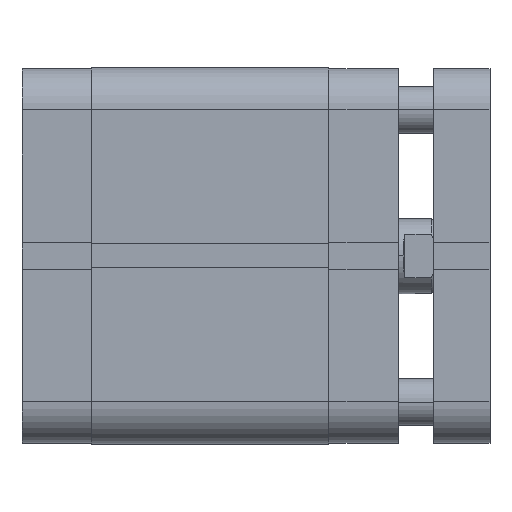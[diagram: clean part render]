
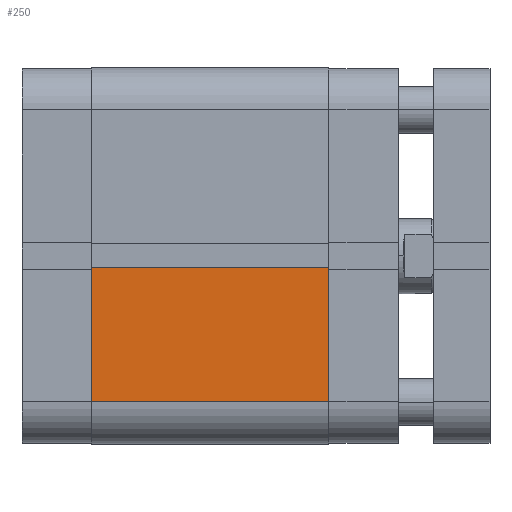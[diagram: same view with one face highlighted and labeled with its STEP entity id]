
A CAD part, top view. The second image highlights one B-rep face of the part: STEP entity #250.
In plain terms, the highlighted face is planar.
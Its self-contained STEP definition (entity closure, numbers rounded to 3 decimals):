
#250 = ADVANCED_FACE ( 'NONE', ( #1194 ), #1902, .T. ) ;
#629 = ORIENTED_EDGE ( 'NONE', *, *, #3230, .T. ) ;
#630 = ORIENTED_EDGE ( 'NONE', *, *, #3223, .T. ) ;
#631 = ORIENTED_EDGE ( 'NONE', *, *, #3206, .F. ) ;
#632 = ORIENTED_EDGE ( 'NONE', *, *, #3208, .F. ) ;
#911 = EDGE_LOOP ( 'NONE', ( #632, #631, #630, #629 ) ) ;
#1194 = FACE_OUTER_BOUND ( 'NONE', #911, .T. ) ;
#1901 = CARTESIAN_POINT ( 'NONE',  ( 40., -88.141, 50.5 ) ) ;
#1902 = PLANE ( 'NONE',  #8094 ) ;
#1904 = DIRECTION ( 'NONE',  ( 1., 0., 0. ) ) ;
#1905 = DIRECTION ( 'NONE',  ( 0., 0., -1. ) ) ;
#3206 = EDGE_CURVE ( 'NONE', #7422, #7411, #3907, .T. ) ;
#3208 = EDGE_CURVE ( 'NONE', #7411, #7413, #3911, .T. ) ;
#3223 = EDGE_CURVE ( 'NONE', #7422, #7412, #3927, .T. ) ;
#3230 = EDGE_CURVE ( 'NONE', #7412, #7413, #3958, .T. ) ;
#3904 = VECTOR ( 'NONE', #5071, 1000. ) ;
#3907 = LINE ( 'NONE', #5063, #3910 ) ;
#3910 = VECTOR ( 'NONE', #5066, 1000. ) ;
#3911 = LINE ( 'NONE', #5070, #3904 ) ;
#3927 = LINE ( 'NONE', #5094, #3944 ) ;
#3944 = VECTOR ( 'NONE', #5101, 1000. ) ;
#3958 = LINE ( 'NONE', #5114, #3959 ) ;
#3959 = VECTOR ( 'NONE', #5115, 1000. ) ;
#5063 = CARTESIAN_POINT ( 'NONE',  ( 40., -2.6, 50.5 ) ) ;
#5066 = DIRECTION ( 'NONE',  ( 0., 0., -1. ) ) ;
#5070 = CARTESIAN_POINT ( 'NONE',  ( 40., -88.141, 0. ) ) ;
#5071 = DIRECTION ( 'NONE',  ( 0., -1., 0. ) ) ;
#5094 = CARTESIAN_POINT ( 'NONE',  ( 40., -88.141, 50.5 ) ) ;
#5101 = DIRECTION ( 'NONE',  ( 0., -1., 0. ) ) ;
#5114 = CARTESIAN_POINT ( 'NONE',  ( 40., -31., 50.5 ) ) ;
#5115 = DIRECTION ( 'NONE',  ( 0., 0., -1. ) ) ;
#5322 = CARTESIAN_POINT ( 'NONE',  ( 40., -2.6, 0. ) ) ;
#5323 = CARTESIAN_POINT ( 'NONE',  ( 40., -31., 50.5 ) ) ;
#5324 = CARTESIAN_POINT ( 'NONE',  ( 40., -31., 0. ) ) ;
#5333 = CARTESIAN_POINT ( 'NONE',  ( 40., -2.6, 50.5 ) ) ;
#7411 = VERTEX_POINT ( 'NONE', #5322 ) ;
#7412 = VERTEX_POINT ( 'NONE', #5323 ) ;
#7413 = VERTEX_POINT ( 'NONE', #5324 ) ;
#7422 = VERTEX_POINT ( 'NONE', #5333 ) ;
#8094 = AXIS2_PLACEMENT_3D ( 'NONE', #1901, #1904, #1905 ) ;
